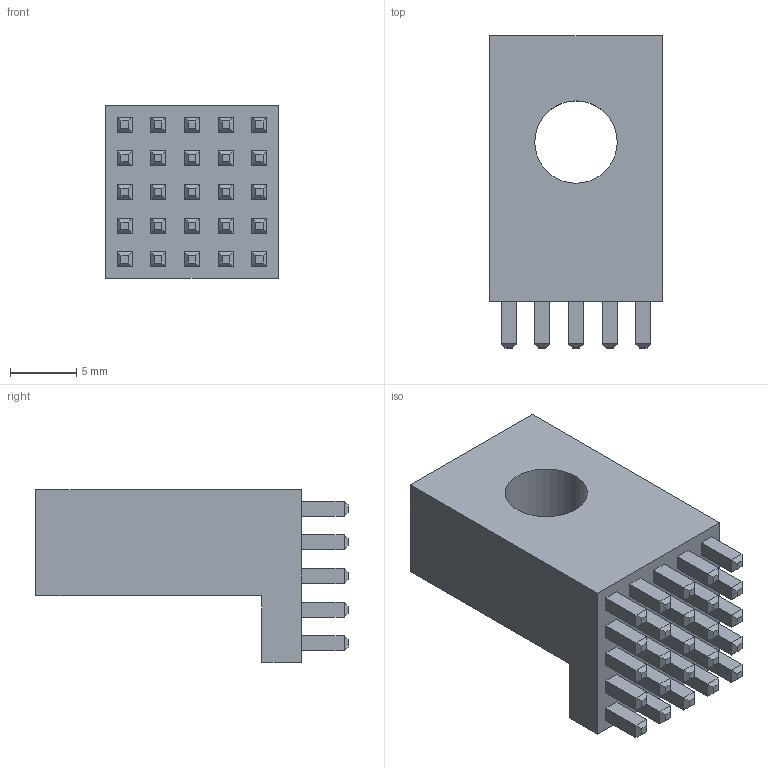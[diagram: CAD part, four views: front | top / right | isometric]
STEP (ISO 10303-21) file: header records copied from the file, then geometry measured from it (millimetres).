
FILE_DESCRIPTION (( 'STEP AP203' ), '1' );
FILE_NAME ('LF994106-B02.STEP', '2021-09-10T06:45:06', ( '' ), ( '' ), 'SwSTEP 2.0', 'SolidWorks 2018', '' );
FILE_SCHEMA (( 'CONFIG_CONTROL_DESIGN' ));
Length unit declared in the file: millimetre
Products named in the file (1): LF994106-B02
Bounding box: 13 x 23.5 x 13 mm (x, y, z)
Volume: 2140.7 mm3; surface area: 1677 mm2
Topology: 1 solids, 1 shells, 262 faces, 599 edges, 366 vertices
Faces by surface type: plane 260, cylinder 2
Entity records: 7168 total; most frequent: CARTESIAN_POINT 1228, ORIENTED_EDGE 1198, DIRECTION 1129, EDGE_CURVE 599, VECTOR 595, LINE 595, VERTEX_POINT 366, EDGE_LOOP 291
